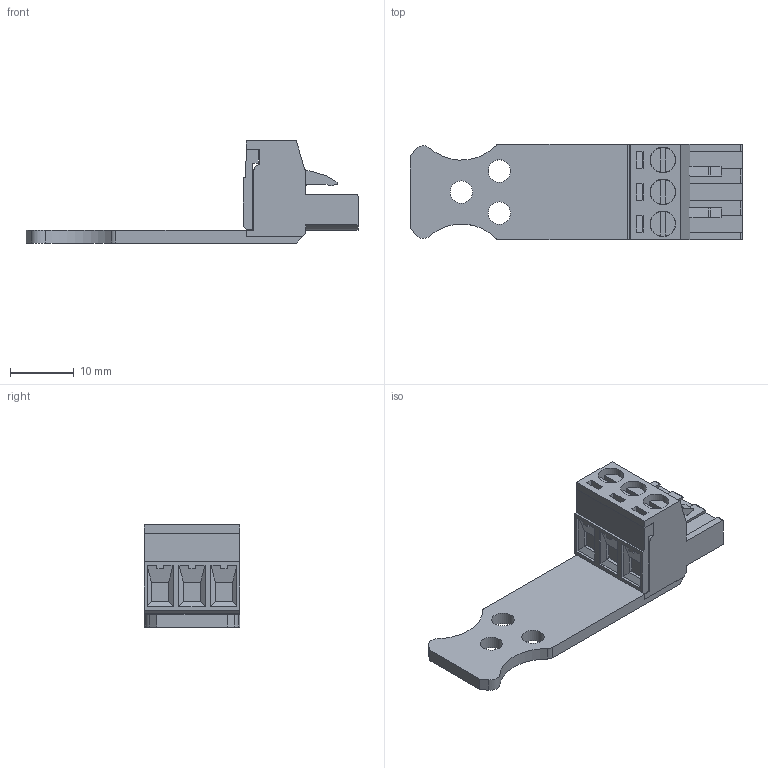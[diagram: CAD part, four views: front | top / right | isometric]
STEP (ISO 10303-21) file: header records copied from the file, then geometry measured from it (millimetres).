
FILE_DESCRIPTION( ( 'STEP AP214' ), '1' );
FILE_NAME( 'MC170-50003-20230307.stp', '2023-03-07T05:55:00', ( ' ' ), ( ' ' ), 'XStep 1.0', ' ', ' ' );
FILE_SCHEMA( ( 'CONFIG_CONTROL_DESIGN) ( )' ) );
Length unit declared in the file: metre
Products named in the file (1): 1
Bounding box: 52 x 15 x 16 mm (x, y, z)
Volume: 3515.5 mm3; surface area: 3257.1 mm2
Topology: 1 solids, 1 shells, 264 faces, 732 edges, 469 vertices
Faces by surface type: plane 212, cylinder 43, cone 9
Full cylindrical faces by diameter (mm): 1.55 x3, 2.2 x3, 2.4 x3, 3 x3, 3.5 x3, 3.9 x3, 4 x3
Entity records: 9757 total; most frequent: CARTESIAN_POINT 1430, ORIENTED_EDGE 1398, DIRECTION 1327, EDGE_CURVE 699, LINE 601, VECTOR 601, VERTEX_POINT 466, AXIS2_PLACEMENT_3D 363
